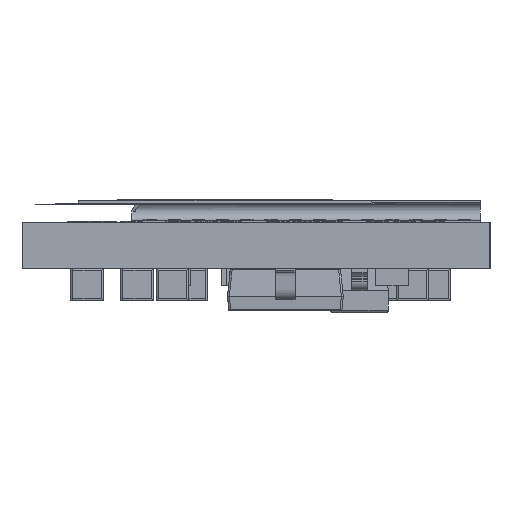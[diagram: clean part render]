
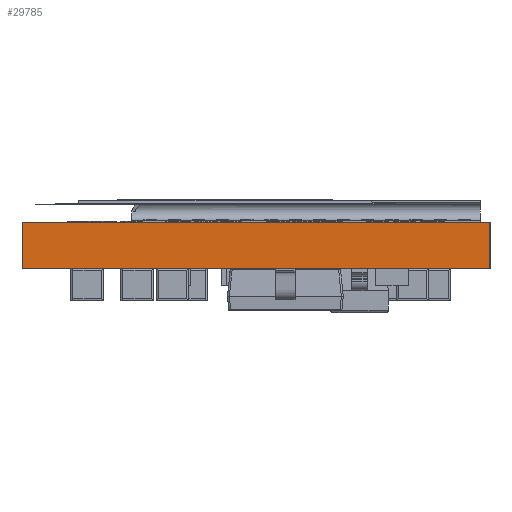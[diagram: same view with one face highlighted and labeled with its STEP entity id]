
A CAD part, left-side view. The second image highlights one B-rep face of the part: STEP entity #29785.
In plain terms, the highlighted planar face has unit normal (-1, 0, 0).
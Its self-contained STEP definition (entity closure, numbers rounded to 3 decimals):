
#1914=ORIENTED_EDGE('',*,*,#7698,.F.);
#1915=ORIENTED_EDGE('',*,*,#8083,.F.);
#1916=ORIENTED_EDGE('',*,*,#8014,.T.);
#1917=ORIENTED_EDGE('',*,*,#8084,.T.);
#7698=EDGE_CURVE('',#10806,#10807,#12805,.T.);
#8014=EDGE_CURVE('',#11078,#11079,#13108,.T.);
#8083=EDGE_CURVE('',#11078,#10806,#13112,.T.);
#8084=EDGE_CURVE('',#11079,#10807,#13113,.T.);
#10806=VERTEX_POINT('',#38720);
#10807=VERTEX_POINT('',#38721);
#11078=VERTEX_POINT('',#39456);
#11079=VERTEX_POINT('',#39457);
#12805=LINE('',#38719,#15061);
#13108=LINE('',#39455,#15364);
#13112=LINE('',#40079,#15368);
#13113=LINE('',#40080,#15369);
#15061=VECTOR('',#32452,1000.);
#15364=VECTOR('',#32845,1000.);
#15368=VECTOR('',#32859,1000.);
#15369=VECTOR('',#32860,1000.);
#17225=EDGE_LOOP('',(#1914,#1915,#1916,#1917));
#18653=FACE_BOUND('',#17225,.T.);
#20011=PLANE('',#31095);
#29785=ADVANCED_FACE('',(#18653),#20011,.T.);
#31095=AXIS2_PLACEMENT_3D('',#40078,#32857,#32858);
#32452=DIRECTION('',(0.,1.,0.));
#32845=DIRECTION('',(0.,1.,0.));
#32857=DIRECTION('',(-1.,0.,0.));
#32858=DIRECTION('',(0.,0.,1.));
#32859=DIRECTION('',(0.,0.,-1.));
#32860=DIRECTION('',(0.,0.,-1.));
#38719=CARTESIAN_POINT('',(-18.974,-6.058,0.));
#38720=CARTESIAN_POINT('',(-18.974,-6.058,0.));
#38721=CARTESIAN_POINT('',(-18.974,6.058,0.));
#39455=CARTESIAN_POINT('',(-18.974,-6.058,1.194));
#39456=CARTESIAN_POINT('',(-18.974,-6.058,1.194));
#39457=CARTESIAN_POINT('',(-18.974,6.058,1.194));
#40078=CARTESIAN_POINT('',(-18.974,-6.058,1.194));
#40079=CARTESIAN_POINT('',(-18.974,-6.058,1.194));
#40080=CARTESIAN_POINT('',(-18.974,6.058,1.194));
